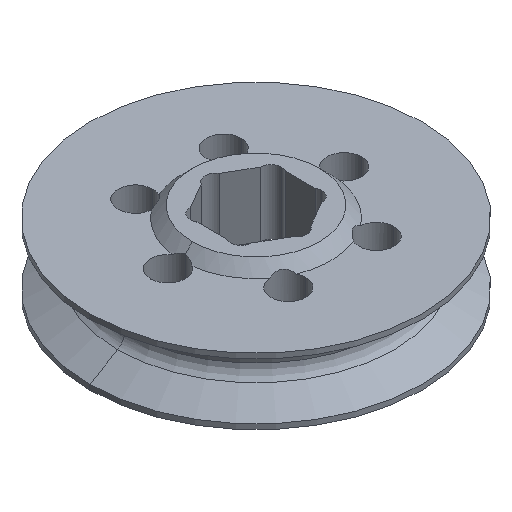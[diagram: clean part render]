
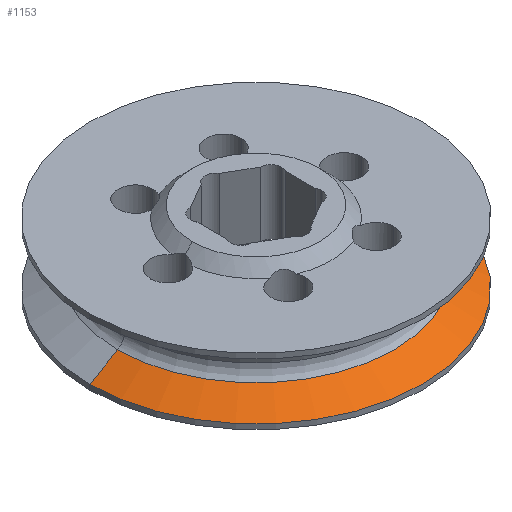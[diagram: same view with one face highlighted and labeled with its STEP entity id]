
A CAD part, isometric view. The second image highlights one B-rep face of the part: STEP entity #1153.
In plain terms, the highlighted conical face has half-angle 60 degrees and reference radius 23.9 mm.
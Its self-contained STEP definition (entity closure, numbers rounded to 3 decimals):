
#8 = CARTESIAN_POINT ( 'NONE',  ( 0., 0., -4.041 ) ) ;
#31 = DIRECTION ( 'NONE',  ( 0.866, 0., -0.5 ) ) ;
#50 = ORIENTED_EDGE ( 'NONE', *, *, #829, .F. ) ;
#105 = VERTEX_POINT ( 'NONE', #2003 ) ;
#130 = CARTESIAN_POINT ( 'NONE',  ( -19.9, 0., -1.732 ) ) ;
#386 = EDGE_CURVE ( 'NONE', #1515, #105, #1332, .T. ) ;
#424 = EDGE_LOOP ( 'NONE', ( #1212, #50, #1843, #1533 ) ) ;
#474 = CARTESIAN_POINT ( 'NONE',  ( 19.9, 0., -1.732 ) ) ;
#482 = DIRECTION ( 'NONE',  ( 1., 0., 0. ) ) ;
#495 = CARTESIAN_POINT ( 'NONE',  ( 0., 0., -1.732 ) ) ;
#518 = LINE ( 'NONE', #1606, #804 ) ;
#552 = DIRECTION ( 'NONE',  ( -0.866, 0., -0.5 ) ) ;
#600 = CIRCLE ( 'NONE', #993, 23.9 ) ;
#695 = AXIS2_PLACEMENT_3D ( 'NONE', #1229, #1524, #1841 ) ;
#738 = AXIS2_PLACEMENT_3D ( 'NONE', #495, #977, #482 ) ;
#762 = FACE_OUTER_BOUND ( 'NONE', #424, .T. ) ;
#804 = VECTOR ( 'NONE', #31, 1000. ) ;
#829 = EDGE_CURVE ( 'NONE', #1515, #1492, #1479, .T. ) ;
#861 = EDGE_CURVE ( 'NONE', #105, #1334, #600, .T. ) ;
#977 = DIRECTION ( 'NONE',  ( 0., 0., 1. ) ) ;
#993 = AXIS2_PLACEMENT_3D ( 'NONE', #8, #1582, #1291 ) ;
#1153 = ADVANCED_FACE ( 'NONE', ( #762 ), #1635, .T. ) ;
#1212 = ORIENTED_EDGE ( 'NONE', *, *, #1726, .F. ) ;
#1229 = CARTESIAN_POINT ( 'NONE',  ( 0., 0., -4.041 ) ) ;
#1291 = DIRECTION ( 'NONE',  ( 1., 0., 0. ) ) ;
#1332 = LINE ( 'NONE', #1951, #1961 ) ;
#1334 = VERTEX_POINT ( 'NONE', #1747 ) ;
#1479 = CIRCLE ( 'NONE', #738, 19.9 ) ;
#1492 = VERTEX_POINT ( 'NONE', #474 ) ;
#1515 = VERTEX_POINT ( 'NONE', #130 ) ;
#1524 = DIRECTION ( 'NONE',  ( 0., 0., -1. ) ) ;
#1533 = ORIENTED_EDGE ( 'NONE', *, *, #861, .T. ) ;
#1582 = DIRECTION ( 'NONE',  ( 0., 0., 1. ) ) ;
#1606 = CARTESIAN_POINT ( 'NONE',  ( 23.9, 0., -4.041 ) ) ;
#1635 = CONICAL_SURFACE ( 'NONE', #695, 23.9, 1.047 ) ;
#1726 = EDGE_CURVE ( 'NONE', #1492, #1334, #518, .T. ) ;
#1747 = CARTESIAN_POINT ( 'NONE',  ( 23.9, 0., -4.041 ) ) ;
#1841 = DIRECTION ( 'NONE',  ( -1., 0., 0. ) ) ;
#1843 = ORIENTED_EDGE ( 'NONE', *, *, #386, .T. ) ;
#1951 = CARTESIAN_POINT ( 'NONE',  ( -23.9, 0., -4.041 ) ) ;
#1961 = VECTOR ( 'NONE', #552, 1000. ) ;
#2003 = CARTESIAN_POINT ( 'NONE',  ( -23.9, 0., -4.041 ) ) ;
